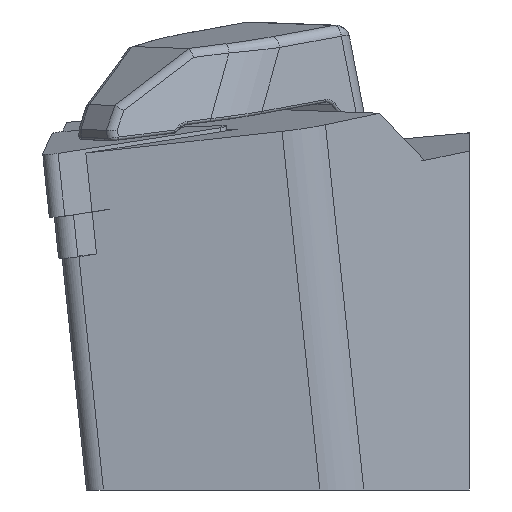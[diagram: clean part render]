
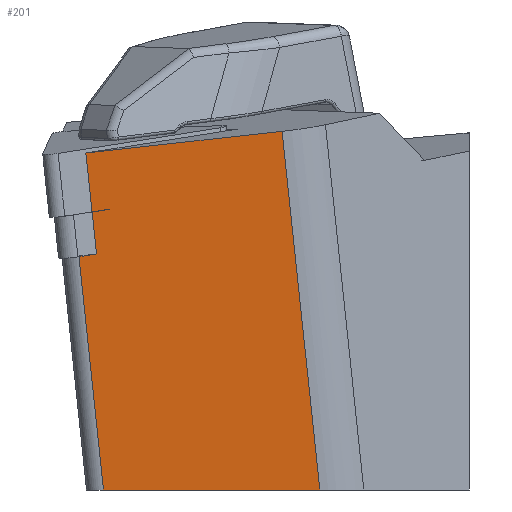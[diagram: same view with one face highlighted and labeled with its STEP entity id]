
A CAD part, left-side view. The second image highlights one B-rep face of the part: STEP entity #201.
In plain terms, the highlighted planar face has unit normal (-0.993, -0.063, -0.098).
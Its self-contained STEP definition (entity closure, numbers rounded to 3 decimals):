
#201=ADVANCED_FACE('',(#372),#322,.F.);
#322=PLANE('',#2089);
#372=FACE_OUTER_BOUND('',#487,.T.);
#487=EDGE_LOOP('',(#989,#990,#991,#992,#993,#994,#995));
#616=LINE('',#2933,#782);
#619=LINE('',#2938,#785);
#641=LINE('',#2986,#807);
#642=LINE('',#2989,#808);
#643=LINE('',#2991,#809);
#644=LINE('',#2993,#810);
#645=LINE('',#2994,#811);
#782=VECTOR('',#2319,1.);
#785=VECTOR('',#2324,1.);
#807=VECTOR('',#2360,1.);
#808=VECTOR('',#2361,1.);
#809=VECTOR('',#2362,1.);
#810=VECTOR('',#2363,1.);
#811=VECTOR('',#2364,1.);
#989=ORIENTED_EDGE('',*,*,#1754,.T.);
#990=ORIENTED_EDGE('',*,*,#1755,.F.);
#991=ORIENTED_EDGE('',*,*,#1756,.F.);
#992=ORIENTED_EDGE('',*,*,#1757,.T.);
#993=ORIENTED_EDGE('',*,*,#1730,.F.);
#994=ORIENTED_EDGE('',*,*,#1727,.T.);
#995=ORIENTED_EDGE('',*,*,#1758,.T.);
#1539=VERTEX_POINT('',#2931);
#1541=VERTEX_POINT('',#2934);
#1542=VERTEX_POINT('',#2939);
#1561=VERTEX_POINT('',#2987);
#1562=VERTEX_POINT('',#2988);
#1563=VERTEX_POINT('',#2990);
#1564=VERTEX_POINT('',#2992);
#1727=EDGE_CURVE('',#1541,#1539,#616,.T.);
#1730=EDGE_CURVE('',#1541,#1542,#619,.T.);
#1754=EDGE_CURVE('',#1561,#1562,#641,.T.);
#1755=EDGE_CURVE('',#1563,#1562,#642,.T.);
#1756=EDGE_CURVE('',#1564,#1563,#643,.T.);
#1757=EDGE_CURVE('',#1564,#1542,#644,.T.);
#1758=EDGE_CURVE('',#1539,#1561,#645,.T.);
#2089=AXIS2_PLACEMENT_3D('',#2995,#2365,#2366);
#2319=DIRECTION('',(0.105,-0.104,-0.989));
#2324=DIRECTION('',(0.052,-0.993,0.11));
#2360=DIRECTION('',(-0.052,0.993,-0.11));
#2361=DIRECTION('',(-0.105,0.104,0.989));
#2362=DIRECTION('',(-0.063,0.998,0.));
#2363=DIRECTION('',(-0.105,0.104,0.989));
#2364=DIRECTION('',(0.105,-0.104,-0.989));
#2365=DIRECTION('',(0.993,0.063,0.098));
#2366=DIRECTION('',(0.099,0.,-0.995));
#2931=CARTESIAN_POINT('',(2.129,28.233,-4.192));
#2933=CARTESIAN_POINT('',(1.416,28.942,2.554));
#2934=CARTESIAN_POINT('',(1.663,28.697,0.22));
#2938=CARTESIAN_POINT('',(1.593,30.017,0.073));
#2939=CARTESIAN_POINT('',(2.433,14.011,1.844));
#2986=CARTESIAN_POINT('',(2.392,29.223,-7.483));
#2987=CARTESIAN_POINT('',(2.461,27.903,-7.337));
#2988=CARTESIAN_POINT('',(2.392,29.223,-7.483));
#2989=CARTESIAN_POINT('',(5.743,25.89,-39.193));
#2990=CARTESIAN_POINT('',(4.243,27.382,-25.));
#2991=CARTESIAN_POINT('',(4.343,25.802,-25.));
#2992=CARTESIAN_POINT('',(5.27,11.189,-25.));
#2993=CARTESIAN_POINT('',(6.582,9.884,-37.422));
#2994=CARTESIAN_POINT('',(1.416,28.942,2.554));
#2995=CARTESIAN_POINT('',(5.743,25.89,-39.193));
